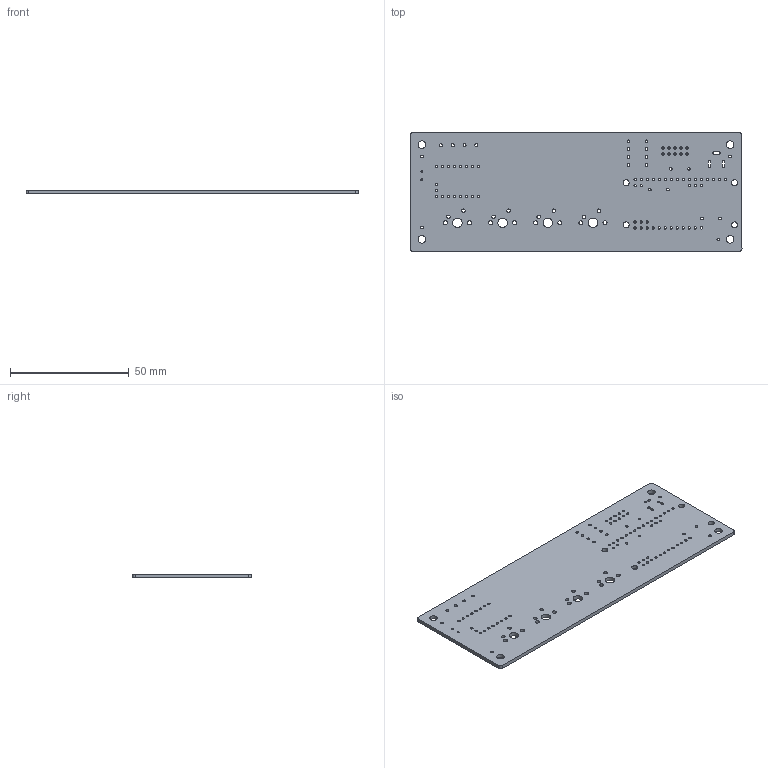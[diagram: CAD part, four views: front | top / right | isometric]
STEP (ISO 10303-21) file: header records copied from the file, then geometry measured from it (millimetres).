
FILE_DESCRIPTION(('KiCad electronic assembly'),'2;1');
FILE_NAME('Main-PCB-1-2-22.step','2022-01-03T22:55:14',('Pcbnew'),( 'Kicad'),'Open CASCADE STEP processor 7.5','KiCad to STEP converter' ,'Unknown');
FILE_SCHEMA(('AUTOMOTIVE_DESIGN { 1 0 10303 214 1 1 1 1 }'));
Length unit declared in the file: millimetre
Products named in the file (2): Main-PCB-1-2-22 1; _autosave-Main-board-FeatherRP2040 PCB
Assembly tree (1 placements, depth 2):
  Main-PCB-1-2-22 1
    _autosave-Main-board-FeatherRP2040 PCB
Bounding box: 140 x 50 x 1.6 mm (x, y, z)
Volume: 10850.8 mm3; surface area: 14984 mm2
Topology: 1 solids, 1 shells, 138 faces, 408 edges, 272 vertices
Faces by surface type: cylinder 126, plane 12
Full cylindrical faces by diameter (mm): 0.8 x2, 1 x64, 1.1 x14, 1.152 x4, 1.3 x4, 1.5 x8, 1.7 x8, 2.54 x4, 3.2 x4, 4 x4
Entity records: 10591 total; most frequent: DIRECTION 1756, CARTESIAN_POINT 1636, ORIENTED_EDGE 816, PCURVE 816, DEFINITIONAL_REPRESENTATION 816, LINE 720, VECTOR 720, CIRCLE 504
